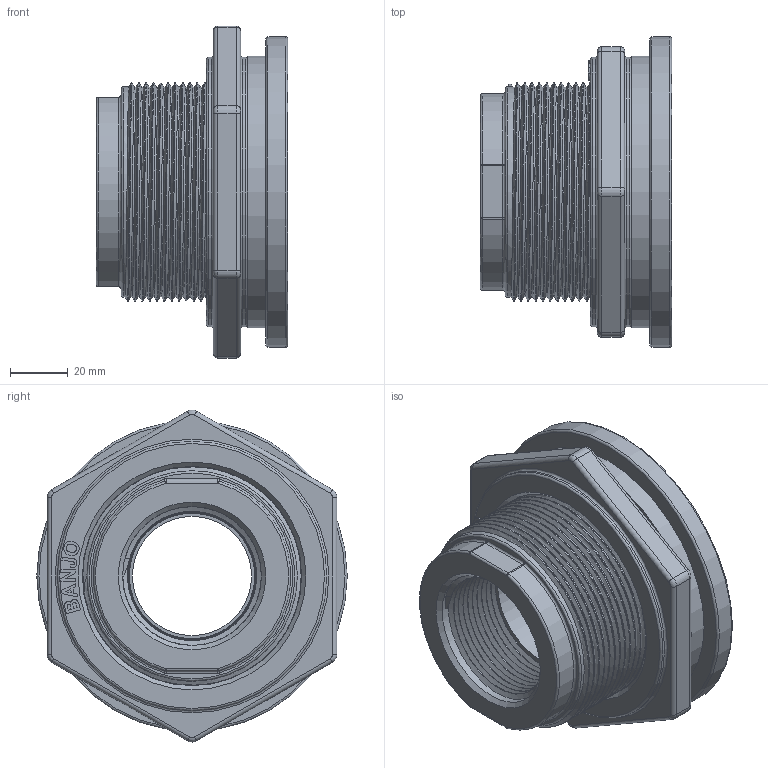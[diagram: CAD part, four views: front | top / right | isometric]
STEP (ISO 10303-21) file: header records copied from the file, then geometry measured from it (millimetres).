
FILE_DESCRIPTION((''),'2;1');
FILE_NAME('TF150SS.stp','2013-07-22T10:10:44',('mclevenger'),(''),'Autodesk Inventor 2013','Autodesk Inventor 2013','');
FILE_SCHEMA(('AUTOMOTIVE_DESIGN { 1 0 10303 214 1 1 1 1 }'));
Length unit declared in the file: inch
Products named in the file (4): TF150SS; TF151SS; TF203SS; 300G
Assembly tree (3 placements, depth 2):
  TF150SS
    TF151SS
    TF203SS
    300G
Bounding box: 66.55 x 107.95 x 115.42 mm (x, y, z)
Volume: 271792.8 mm3; surface area: 76438.9 mm2
Topology: 3 solids, 3 shells, 216 faces, 522 edges, 328 vertices
Faces by surface type: plane 72, bspline 47, cylinder 43, torus 28, cone 26
Full cylindrical faces by diameter (mm): 41.402 x1, 76.2 x6, 93.663 x2, 94.463 x1, 107.95 x1
Entity records: 14212 total; most frequent: CARTESIAN_POINT 10009, ORIENTED_EDGE 864, DIRECTION 747, EDGE_CURVE 432, VERTEX_POINT 284, AXIS2_PLACEMENT_3D 276, EDGE_LOOP 238, VECTOR 195
